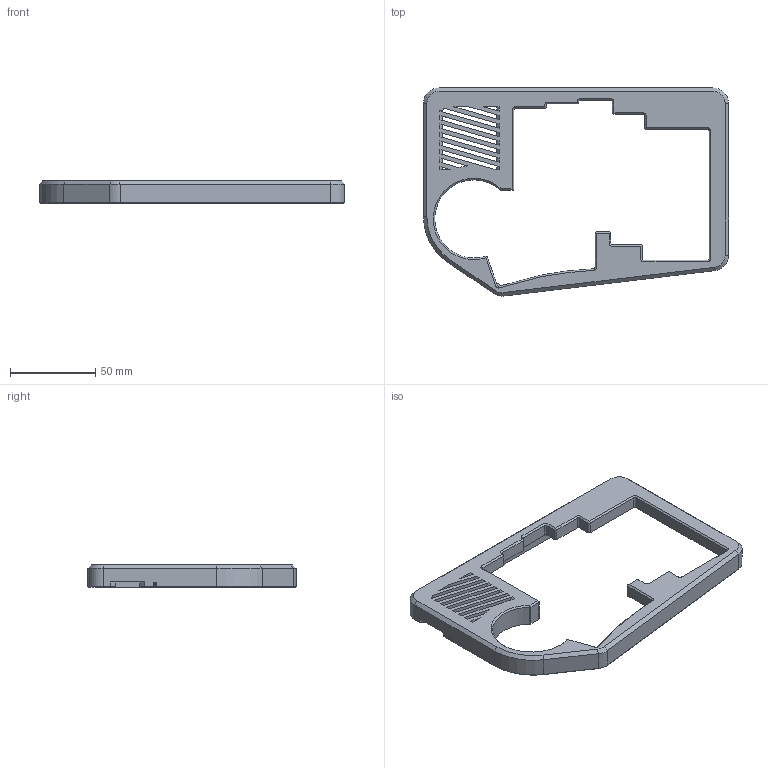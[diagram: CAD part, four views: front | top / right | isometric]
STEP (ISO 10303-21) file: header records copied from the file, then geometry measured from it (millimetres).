
FILE_DESCRIPTION(('HOOPS Exchange Step'),'2;1');
FILE_NAME('right.step','2025-07-27T19:15:21+19:00',('vinnie'),('Unknown organisation'),'HOOPS Exchange 2024.2','HOOPS Exchange','Unknown authorisation');
FILE_SCHEMA( ('AP203_CONFIGURATION_CONTROLLED_3D_DESIGN_OF_MECHANICAL_PARTS_AND_ASSEMBLIES_MIM_LF') );
Length unit declared in the file: millimetre
Products named in the file (1): root
Bounding box: 179.4 x 122.4 x 13 mm (x, y, z)
Volume: 61524.3 mm3; surface area: 35172.5 mm2
Topology: 1 solids, 1 shells, 299 faces, 835 edges, 549 vertices
Faces by surface type: plane 175, cylinder 85, cone 31, bspline 7, extrusion 1
Full cylindrical faces by diameter (mm): 1.5 x1, 3.2 x7
Entity records: 10012 total; most frequent: CARTESIAN_POINT 2202, ORIENTED_EDGE 1670, DIRECTION 1572, EDGE_CURVE 835, VECTOR 554, LINE 553, VERTEX_POINT 549, AXIS2_PLACEMENT_3D 509
